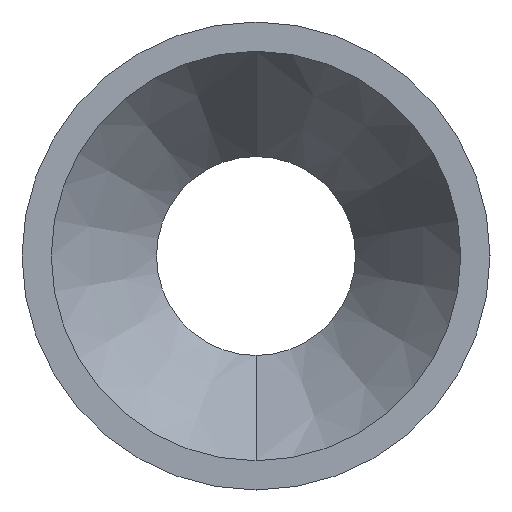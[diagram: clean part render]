
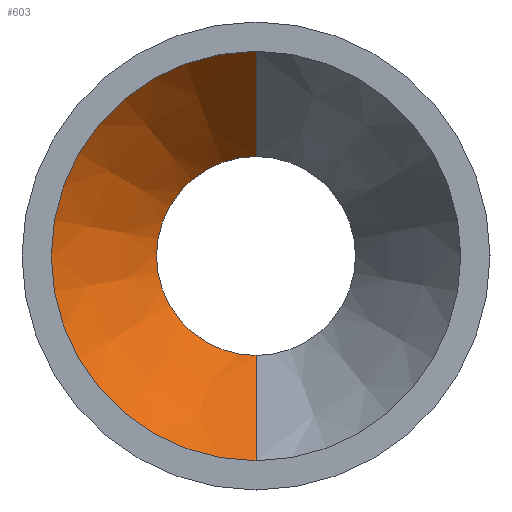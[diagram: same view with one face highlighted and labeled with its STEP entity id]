
A CAD part, front view. The second image highlights one B-rep face of the part: STEP entity #603.
In plain terms, the highlighted conical face has half-angle 33.69 degrees and reference radius 1.75 mm.
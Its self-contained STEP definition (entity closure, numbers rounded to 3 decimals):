
#3 = DIRECTION ( 'NONE',  ( 0., 0., 1. ) ) ;
#6 = DIRECTION ( 'NONE',  ( 0., 0., 1. ) ) ;
#16 = ORIENTED_EDGE ( 'NONE', *, *, #93, .T. ) ;
#19 = AXIS2_PLACEMENT_3D ( 'NONE', #609, #432, #6 ) ;
#33 = CARTESIAN_POINT ( 'NONE',  ( 0., -2.5, 1.75 ) ) ;
#63 = VERTEX_POINT ( 'NONE', #33 ) ;
#74 = AXIS2_PLACEMENT_3D ( 'NONE', #246, #479, #3 ) ;
#82 = CARTESIAN_POINT ( 'NONE',  ( 0., -1.15, 0.85 ) ) ;
#83 = CIRCLE ( 'NONE', #19, 1.75 ) ;
#92 = LINE ( 'NONE', #256, #202 ) ;
#93 = EDGE_CURVE ( 'NONE', #444, #63, #92, .T. ) ;
#132 = CARTESIAN_POINT ( 'NONE',  ( 0., -2.5, 0. ) ) ;
#158 = EDGE_CURVE ( 'NONE', #403, #503, #587, .T. ) ;
#199 = DIRECTION ( 'NONE',  ( 0., -0.832, -0.555 ) ) ;
#202 = VECTOR ( 'NONE', #293, 1000. ) ;
#222 = ORIENTED_EDGE ( 'NONE', *, *, #525, .T. ) ;
#239 = EDGE_CURVE ( 'NONE', #503, #63, #83, .T. ) ;
#245 = VECTOR ( 'NONE', #199, 1000. ) ;
#246 = CARTESIAN_POINT ( 'NONE',  ( 0., -1.15, 0. ) ) ;
#256 = CARTESIAN_POINT ( 'NONE',  ( 0., -2.5, 1.75 ) ) ;
#274 = ORIENTED_EDGE ( 'NONE', *, *, #158, .F. ) ;
#293 = DIRECTION ( 'NONE',  ( 0., -0.832, 0.555 ) ) ;
#303 = ORIENTED_EDGE ( 'NONE', *, *, #239, .F. ) ;
#314 = AXIS2_PLACEMENT_3D ( 'NONE', #132, #618, #468 ) ;
#368 = CONICAL_SURFACE ( 'NONE', #314, 1.75, 0.588 ) ;
#403 = VERTEX_POINT ( 'NONE', #512 ) ;
#432 = DIRECTION ( 'NONE',  ( 0., 1., 0. ) ) ;
#444 = VERTEX_POINT ( 'NONE', #82 ) ;
#468 = DIRECTION ( 'NONE',  ( 0., 0., -1. ) ) ;
#469 = CARTESIAN_POINT ( 'NONE',  ( 0., -2.5, -1.75 ) ) ;
#479 = DIRECTION ( 'NONE',  ( 0., 1., 0. ) ) ;
#483 = CARTESIAN_POINT ( 'NONE',  ( 0., -2.5, -1.75 ) ) ;
#491 = FACE_OUTER_BOUND ( 'NONE', #614, .T. ) ;
#503 = VERTEX_POINT ( 'NONE', #469 ) ;
#512 = CARTESIAN_POINT ( 'NONE',  ( 0., -1.15, -0.85 ) ) ;
#525 = EDGE_CURVE ( 'NONE', #403, #444, #561, .T. ) ;
#561 = CIRCLE ( 'NONE', #74, 0.85 ) ;
#587 = LINE ( 'NONE', #483, #245 ) ;
#603 = ADVANCED_FACE ( 'NONE', ( #491 ), #368, .F. ) ;
#609 = CARTESIAN_POINT ( 'NONE',  ( 0., -2.5, 0. ) ) ;
#614 = EDGE_LOOP ( 'NONE', ( #222, #16, #303, #274 ) ) ;
#618 = DIRECTION ( 'NONE',  ( 0., -1., 0. ) ) ;
